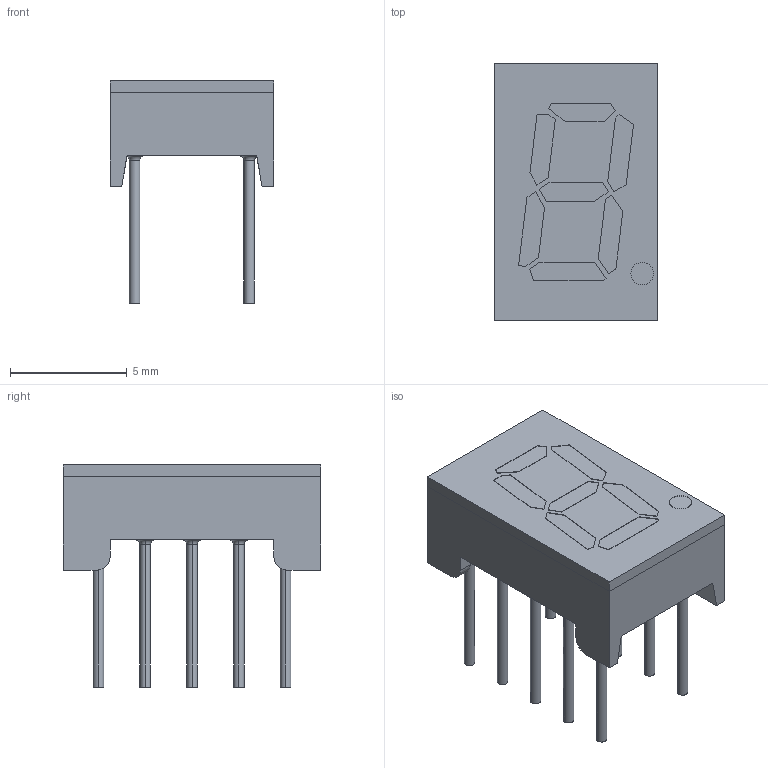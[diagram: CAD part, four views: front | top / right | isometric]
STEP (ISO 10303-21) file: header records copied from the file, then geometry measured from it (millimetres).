
FILE_DESCRIPTION (( 'STEP AP214' ), '1' );
FILE_NAME ('LED-SEG-TH_10P-L11.0-W7.0-P2.00-LS4.90-TL.step', '2022-07-08T11:30:25', ( '' ), ( '' ), 'SwSTEP 2.0', 'SolidWorks 2020', '' );
FILE_SCHEMA (( 'AUTOMOTIVE_DESIGN' ));
Length unit declared in the file: millimetre
Products named in the file (1): LED-SEG-TH_10P-L11.0-W7.0-P2.00-LS4.90-TL
Bounding box: 7.01 x 11 x 9.5 mm (x, y, z)
Volume: 262.5 mm3; surface area: 537.2 mm2
Topology: 2 solids, 2 shells, 413 faces, 1087 edges, 718 vertices
Faces by surface type: plane 255, bspline 112, cylinder 26, torus 20
Entity records: 18435 total; most frequent: CARTESIAN_POINT 4359, ORIENTED_EDGE 2174, DIRECTION 1539, EDGE_CURVE 1087, VECTOR 759, LINE 759, VERTEX_POINT 718, EDGE_LOOP 453
